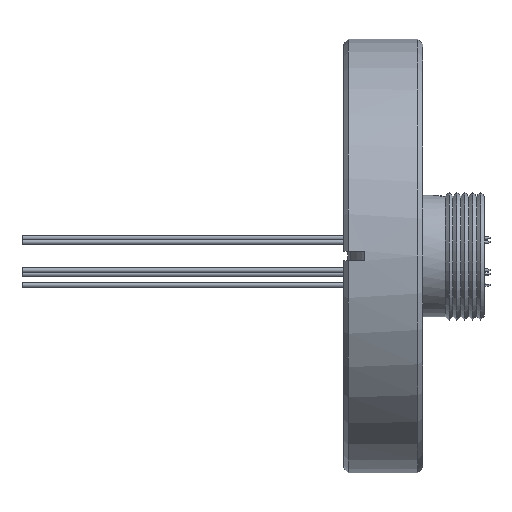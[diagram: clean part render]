
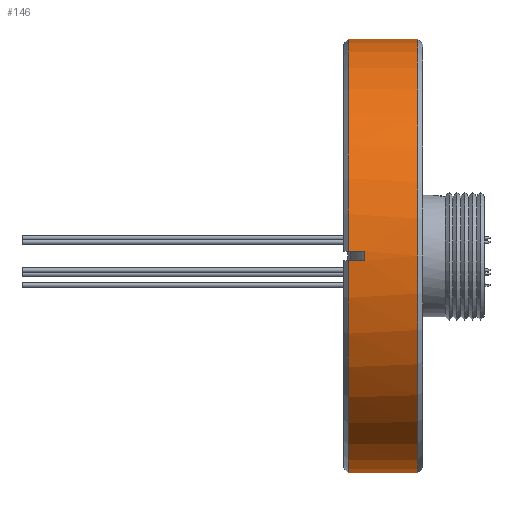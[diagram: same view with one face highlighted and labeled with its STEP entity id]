
A CAD part, left-side view. The second image highlights one B-rep face of the part: STEP entity #146.
In plain terms, the highlighted cylindrical face has radius 34.925 mm (diameter 69.85 mm), a partial arc.
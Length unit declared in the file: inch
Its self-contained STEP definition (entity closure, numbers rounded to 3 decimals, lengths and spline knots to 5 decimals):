
#50 = CIRCLE ( 'NONE', #107, 1.375 ) ;
#107 = AXIS2_PLACEMENT_3D ( 'NONE', #668, #669, #670 ) ;
#146 = ADVANCED_FACE ( 'NONE', ( #2144 ), #2127, .T. ) ;
#395 = EDGE_CURVE ( 'NONE', #3138, #3157, #2060, .T. ) ;
#481 = EDGE_CURVE ( 'NONE', #3086, #2896, #1979, .T. ) ;
#521 = EDGE_CURVE ( 'NONE', #2896, #3012, #1926, .T. ) ;
#668 = CARTESIAN_POINT ( 'NONE',  ( 0., -0.70312, 0. ) ) ;
#669 = DIRECTION ( 'NONE',  ( 0., 1., 0. ) ) ;
#670 = DIRECTION ( 'NONE',  ( 0., 0., 1. ) ) ;
#872 = CARTESIAN_POINT ( 'NONE',  ( 0., 0., 1.375 ) ) ;
#878 = DIRECTION ( 'NONE',  ( 0., 1., 0. ) ) ;
#932 = AXIS2_PLACEMENT_3D ( 'NONE', #3580, #3579, #3578 ) ;
#1081 = CARTESIAN_POINT ( 'NONE',  ( -1.37465, -0.70312, -0.031 ) ) ;
#1156 = CARTESIAN_POINT ( 'NONE',  ( 0., -0.70312, -1.375 ) ) ;
#1474 = VECTOR ( 'NONE', #4019, 39.37008 ) ;
#1499 = LINE ( 'NONE', #4009, #1576 ) ;
#1576 = VECTOR ( 'NONE', #4008, 39.37008 ) ;
#1694 = LINE ( 'NONE', #4018, #1474 ) ;
#1705 = CIRCLE ( 'NONE', #3652, 1.375 ) ;
#1926 = CIRCLE ( 'NONE', #932, 1.375 ) ;
#1975 = VECTOR ( 'NONE', #3423, 39.37008 ) ;
#1979 = LINE ( 'NONE', #3431, #1975 ) ;
#2056 = VECTOR ( 'NONE', #878, 39.37008 ) ;
#2060 = LINE ( 'NONE', #872, #2056 ) ;
#2127 = CYLINDRICAL_SURFACE ( 'NONE', #4514, 1.375 ) ;
#2144 = FACE_OUTER_BOUND ( 'NONE', #2769, .T. ) ;
#2331 = B_SPLINE_CURVE_WITH_KNOTS ( 'NONE', 3,
 ( #4000, #4015, #4020, #4021 ),
 .UNSPECIFIED., .F., .F.,
 ( 4, 4 ),
 ( 0.11477, 0.11634 ),
 .UNSPECIFIED. ) ;
#2588 = DIRECTION ( 'NONE',  ( 0., 0., 1. ) ) ;
#2589 = CARTESIAN_POINT ( 'NONE',  ( 0., 0., 0. ) ) ;
#2591 = DIRECTION ( 'NONE',  ( 0., 1., 0. ) ) ;
#2769 = EDGE_LOOP ( 'NONE', ( #2963, #2962, #2961, #2960, #2959, #2958, #2957, #2955 ) ) ;
#2896 = VERTEX_POINT ( 'NONE', #1156 ) ;
#2955 = ORIENTED_EDGE ( 'NONE', *, *, #521, .F. ) ;
#2957 = ORIENTED_EDGE ( 'NONE', *, *, #4481, .F. ) ;
#2958 = ORIENTED_EDGE ( 'NONE', *, *, #4503, .F. ) ;
#2959 = ORIENTED_EDGE ( 'NONE', *, *, #4502, .T. ) ;
#2960 = ORIENTED_EDGE ( 'NONE', *, *, #5001, .F. ) ;
#2961 = ORIENTED_EDGE ( 'NONE', *, *, #395, .T. ) ;
#2962 = ORIENTED_EDGE ( 'NONE', *, *, #3254, .T. ) ;
#2963 = ORIENTED_EDGE ( 'NONE', *, *, #481, .F. ) ;
#3012 = VERTEX_POINT ( 'NONE', #1081 ) ;
#3086 = VERTEX_POINT ( 'NONE', #4251 ) ;
#3138 = VERTEX_POINT ( 'NONE', #4303 ) ;
#3140 = VERTEX_POINT ( 'NONE', #4305 ) ;
#3157 = VERTEX_POINT ( 'NONE', #4322 ) ;
#3178 = VERTEX_POINT ( 'NONE', #4343 ) ;
#3186 = VERTEX_POINT ( 'NONE', #4351 ) ;
#3254 = EDGE_CURVE ( 'NONE', #3086, #3138, #1705, .T. ) ;
#3423 = DIRECTION ( 'NONE',  ( 0., 1., 0. ) ) ;
#3431 = CARTESIAN_POINT ( 'NONE',  ( 0., 0., -1.375 ) ) ;
#3578 = DIRECTION ( 'NONE',  ( 0., 0., 1. ) ) ;
#3579 = DIRECTION ( 'NONE',  ( 0., 1., 0. ) ) ;
#3580 = CARTESIAN_POINT ( 'NONE',  ( 0., -0.70312, 0. ) ) ;
#3652 = AXIS2_PLACEMENT_3D ( 'NONE', #4420, #4421, #4422 ) ;
#4000 = CARTESIAN_POINT ( 'NONE',  ( -1.37465, -0.80445, -0.031 ) ) ;
#4008 = DIRECTION ( 'NONE',  ( 0., -1., 0. ) ) ;
#4009 = CARTESIAN_POINT ( 'NONE',  ( -1.37465, 0., -0.031 ) ) ;
#4015 = CARTESIAN_POINT ( 'NONE',  ( -1.37512, -0.80449, -0.01035 ) ) ;
#4018 = CARTESIAN_POINT ( 'NONE',  ( -1.37465, 0., 0.031 ) ) ;
#4019 = DIRECTION ( 'NONE',  ( 0., -1., 0. ) ) ;
#4020 = CARTESIAN_POINT ( 'NONE',  ( -1.37512, -0.80449, 0.01032 ) ) ;
#4021 = CARTESIAN_POINT ( 'NONE',  ( -1.37465, -0.80445, 0.031 ) ) ;
#4251 = CARTESIAN_POINT ( 'NONE',  ( 0., -1.14312, -1.375 ) ) ;
#4303 = CARTESIAN_POINT ( 'NONE',  ( 0., -1.14312, 1.375 ) ) ;
#4305 = CARTESIAN_POINT ( 'NONE',  ( -1.37465, -0.80445, 0.031 ) ) ;
#4322 = CARTESIAN_POINT ( 'NONE',  ( 0., -0.70312, 1.375 ) ) ;
#4343 = CARTESIAN_POINT ( 'NONE',  ( -1.37465, -0.80445, -0.031 ) ) ;
#4351 = CARTESIAN_POINT ( 'NONE',  ( -1.37465, -0.70312, 0.031 ) ) ;
#4420 = CARTESIAN_POINT ( 'NONE',  ( 0., -1.14312, 0. ) ) ;
#4421 = DIRECTION ( 'NONE',  ( 0., 1., 0. ) ) ;
#4422 = DIRECTION ( 'NONE',  ( 0., 0., 1. ) ) ;
#4481 = EDGE_CURVE ( 'NONE', #3012, #3178, #1499, .T. ) ;
#4502 = EDGE_CURVE ( 'NONE', #3186, #3140, #1694, .T. ) ;
#4503 = EDGE_CURVE ( 'NONE', #3178, #3140, #2331, .T. ) ;
#4514 = AXIS2_PLACEMENT_3D ( 'NONE', #2589, #2591, #2588 ) ;
#5001 = EDGE_CURVE ( 'NONE', #3186, #3157, #50, .T. ) ;
